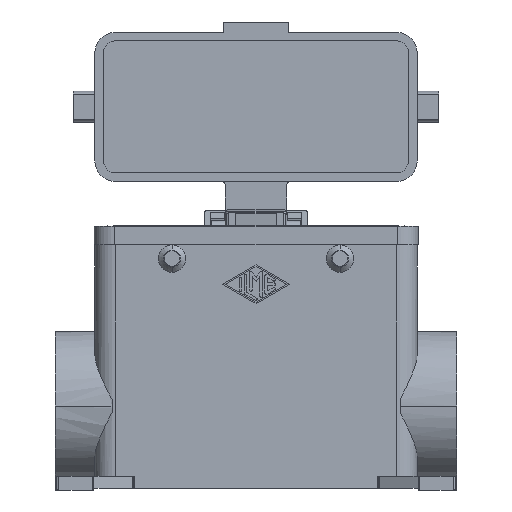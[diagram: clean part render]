
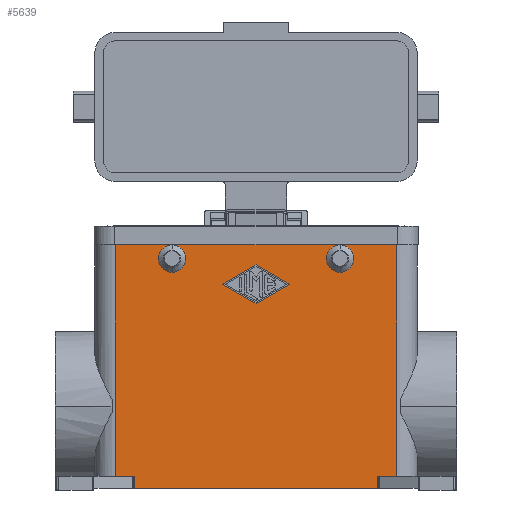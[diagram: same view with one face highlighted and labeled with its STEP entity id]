
A CAD part, front view. The second image highlights one B-rep face of the part: STEP entity #5639.
In plain terms, the highlighted planar face has unit normal (0, -1, 0).
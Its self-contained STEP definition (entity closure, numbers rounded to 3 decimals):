
#3205=CARTESIAN_POINT('',(24.5,-21.75,23.5));
#3206=VERTEX_POINT('',#3205);
#3213=CARTESIAN_POINT('',(24.5,-21.75,15.5));
#3214=VERTEX_POINT('',#3213);
#3215=CARTESIAN_POINT('',(24.5,-21.75,19.5));
#3216=DIRECTION('',(0.0,1.0,0.0));
#3217=DIRECTION('',(0.0,0.0,1.0));
#3218=AXIS2_PLACEMENT_3D('',#3215,#3216,#3217);
#3219=CIRCLE('',#3218,4.);
#3220=EDGE_CURVE('',#3214,#3206,#3219,.T.);
#3606=CARTESIAN_POINT('',(-24.5,-21.75,23.5));
#3607=VERTEX_POINT('',#3606);
#3614=CARTESIAN_POINT('',(-24.5,-21.75,15.5));
#3615=VERTEX_POINT('',#3614);
#3616=CARTESIAN_POINT('',(-24.5,-21.75,19.5));
#3617=DIRECTION('',(0.0,1.0,0.0));
#3618=DIRECTION('',(0.0,0.0,1.0));
#3619=AXIS2_PLACEMENT_3D('',#3616,#3617,#3618);
#3620=CIRCLE('',#3619,4.);
#3621=EDGE_CURVE('',#3615,#3607,#3620,.T.);
#5442=CARTESIAN_POINT('',(-35.541,-21.75,-47.5));
#5443=VERTEX_POINT('',#5442);
#5451=CARTESIAN_POINT('',(-35.541,-21.75,-44.));
#5452=VERTEX_POINT('',#5451);
#5453=CARTESIAN_POINT('',(-35.541,-21.75,-47.5));
#5454=DIRECTION('',(0.0,0.0,1.0));
#5455=VECTOR('',#5454,3.5);
#5456=LINE('',#5453,#5455);
#5457=EDGE_CURVE('',#5443,#5452,#5456,.T.);
#5497=CARTESIAN_POINT('',(35.541,-21.75,-44.));
#5498=VERTEX_POINT('',#5497);
#5506=CARTESIAN_POINT('',(35.541,-21.75,-47.5));
#5507=VERTEX_POINT('',#5506);
#5508=CARTESIAN_POINT('',(35.541,-21.75,-44.));
#5509=DIRECTION('',(0.0,0.0,-1.0));
#5510=VECTOR('',#5509,3.5);
#5511=LINE('',#5508,#5510);
#5512=EDGE_CURVE('',#5498,#5507,#5511,.T.);
#5524=CARTESIAN_POINT('',(41.,-21.75,1.5));
#5525=DIRECTION('',(0.0,-1.0,0.0));
#5526=DIRECTION('',(0.0,0.0,-1.0));
#5527=AXIS2_PLACEMENT_3D('',#5524,#5525,#5526);
#5528=PLANE('',#5527);
#5529=ORIENTED_EDGE('',*,*,#5457,.F.);
#5530=CARTESIAN_POINT('',(35.541,-21.75,-47.5));
#5531=DIRECTION('',(-1.0,0.0,0.0));
#5532=VECTOR('',#5531,71.081);
#5533=LINE('',#5530,#5532);
#5534=EDGE_CURVE('',#5507,#5443,#5533,.T.);
#5535=ORIENTED_EDGE('',*,*,#5534,.F.);
#5536=ORIENTED_EDGE('',*,*,#5512,.F.);
#5537=CARTESIAN_POINT('',(41.0,-21.75,-44.0));
#5538=VERTEX_POINT('',#5537);
#5539=CARTESIAN_POINT('',(35.541,-21.75,-44.));
#5540=DIRECTION('',(1.0,0.0,0.0));
#5541=VECTOR('',#5540,5.459);
#5542=LINE('',#5539,#5541);
#5543=EDGE_CURVE('',#5498,#5538,#5542,.T.);
#5544=ORIENTED_EDGE('',*,*,#5543,.T.);
#5545=CARTESIAN_POINT('',(41.,-21.75,23.5));
#5546=VERTEX_POINT('',#5545);
#5547=CARTESIAN_POINT('',(41.,-21.75,23.5));
#5548=DIRECTION('',(0.0,0.0,-1.0));
#5549=VECTOR('',#5548,67.5);
#5550=LINE('',#5547,#5549);
#5551=EDGE_CURVE('',#5546,#5538,#5550,.T.);
#5552=ORIENTED_EDGE('',*,*,#5551,.F.);
#5553=CARTESIAN_POINT('',(41.,-21.75,23.5));
#5554=DIRECTION('',(-1.0,0.0,0.0));
#5555=VECTOR('',#5554,16.5);
#5556=LINE('',#5553,#5555);
#5557=EDGE_CURVE('',#5546,#3206,#5556,.T.);
#5558=ORIENTED_EDGE('',*,*,#5557,.T.);
#5559=CARTESIAN_POINT('',(24.5,-21.75,19.5));
#5560=DIRECTION('',(0.0,1.0,0.0));
#5561=DIRECTION('',(0.0,0.0,1.0));
#5562=AXIS2_PLACEMENT_3D('',#5559,#5560,#5561);
#5563=CIRCLE('',#5562,4.);
#5564=EDGE_CURVE('',#3206,#3214,#5563,.T.);
#5565=ORIENTED_EDGE('',*,*,#5564,.T.);
#5566=ORIENTED_EDGE('',*,*,#3220,.T.);
#5567=CARTESIAN_POINT('',(24.5,-21.75,23.5));
#5568=DIRECTION('',(-1.0,0.0,0.0));
#5569=VECTOR('',#5568,49.0);
#5570=LINE('',#5567,#5569);
#5571=EDGE_CURVE('',#3206,#3607,#5570,.T.);
#5572=ORIENTED_EDGE('',*,*,#5571,.T.);
#5573=CARTESIAN_POINT('',(-24.5,-21.75,19.5));
#5574=DIRECTION('',(0.0,1.0,0.0));
#5575=DIRECTION('',(0.0,0.0,1.0));
#5576=AXIS2_PLACEMENT_3D('',#5573,#5574,#5575);
#5577=CIRCLE('',#5576,4.);
#5578=EDGE_CURVE('',#3607,#3615,#5577,.T.);
#5579=ORIENTED_EDGE('',*,*,#5578,.T.);
#5580=ORIENTED_EDGE('',*,*,#3621,.T.);
#5581=CARTESIAN_POINT('',(-41.,-21.75,23.5));
#5582=VERTEX_POINT('',#5581);
#5583=CARTESIAN_POINT('',(-24.5,-21.75,23.5));
#5584=DIRECTION('',(-1.0,0.0,0.0));
#5585=VECTOR('',#5584,16.5);
#5586=LINE('',#5583,#5585);
#5587=EDGE_CURVE('',#3607,#5582,#5586,.T.);
#5588=ORIENTED_EDGE('',*,*,#5587,.T.);
#5589=CARTESIAN_POINT('',(-41.0,-21.75,-44.0));
#5590=VERTEX_POINT('',#5589);
#5591=CARTESIAN_POINT('',(-41.,-21.75,23.5));
#5592=DIRECTION('',(0.0,0.0,-1.0));
#5593=VECTOR('',#5592,67.5);
#5594=LINE('',#5591,#5593);
#5595=EDGE_CURVE('',#5582,#5590,#5594,.T.);
#5596=ORIENTED_EDGE('',*,*,#5595,.T.);
#5597=CARTESIAN_POINT('',(-41.0,-21.75,-44.0));
#5598=DIRECTION('',(1.0,0.0,0.0));
#5599=VECTOR('',#5598,5.459);
#5600=LINE('',#5597,#5599);
#5601=EDGE_CURVE('',#5590,#5452,#5600,.T.);
#5602=ORIENTED_EDGE('',*,*,#5601,.T.);
#5603=EDGE_LOOP('',(#5529,#5535,#5536,#5544,#5552,#5558,#5565,#5566,#5572,#5579,#5580,#5588,#5596,#5602));
#5604=FACE_OUTER_BOUND('',#5603,.T.);
#5605=CARTESIAN_POINT('',(0.,-21.75,6.375));
#5606=VERTEX_POINT('',#5605);
#5607=CARTESIAN_POINT('',(-9.75,-21.75,12.));
#5608=VERTEX_POINT('',#5607);
#5609=CARTESIAN_POINT('',(0.,-21.75,6.375));
#5610=DIRECTION('',(-0.866,0.0,0.5));
#5611=VECTOR('',#5610,11.256);
#5612=LINE('',#5609,#5611);
#5613=EDGE_CURVE('',#5606,#5608,#5612,.T.);
#5614=ORIENTED_EDGE('',*,*,#5613,.T.);
#5615=CARTESIAN_POINT('',(0.,-21.75,17.625));
#5616=VERTEX_POINT('',#5615);
#5617=CARTESIAN_POINT('',(-9.75,-21.75,12.));
#5618=DIRECTION('',(0.866,0.0,0.5));
#5619=VECTOR('',#5618,11.256);
#5620=LINE('',#5617,#5619);
#5621=EDGE_CURVE('',#5608,#5616,#5620,.T.);
#5622=ORIENTED_EDGE('',*,*,#5621,.T.);
#5623=CARTESIAN_POINT('',(9.75,-21.75,12.0));
#5624=VERTEX_POINT('',#5623);
#5625=CARTESIAN_POINT('',(0.,-21.75,17.625));
#5626=DIRECTION('',(0.866,0.0,-0.5));
#5627=VECTOR('',#5626,11.256);
#5628=LINE('',#5625,#5627);
#5629=EDGE_CURVE('',#5616,#5624,#5628,.T.);
#5630=ORIENTED_EDGE('',*,*,#5629,.T.);
#5631=CARTESIAN_POINT('',(9.75,-21.75,12.0));
#5632=DIRECTION('',(-0.866,0.0,-0.5));
#5633=VECTOR('',#5632,11.256);
#5634=LINE('',#5631,#5633);
#5635=EDGE_CURVE('',#5624,#5606,#5634,.T.);
#5636=ORIENTED_EDGE('',*,*,#5635,.T.);
#5637=EDGE_LOOP('',(#5614,#5622,#5630,#5636));
#5638=FACE_BOUND('',#5637,.T.);
#5639=ADVANCED_FACE('',(#5604,#5638),#5528,.T.);
